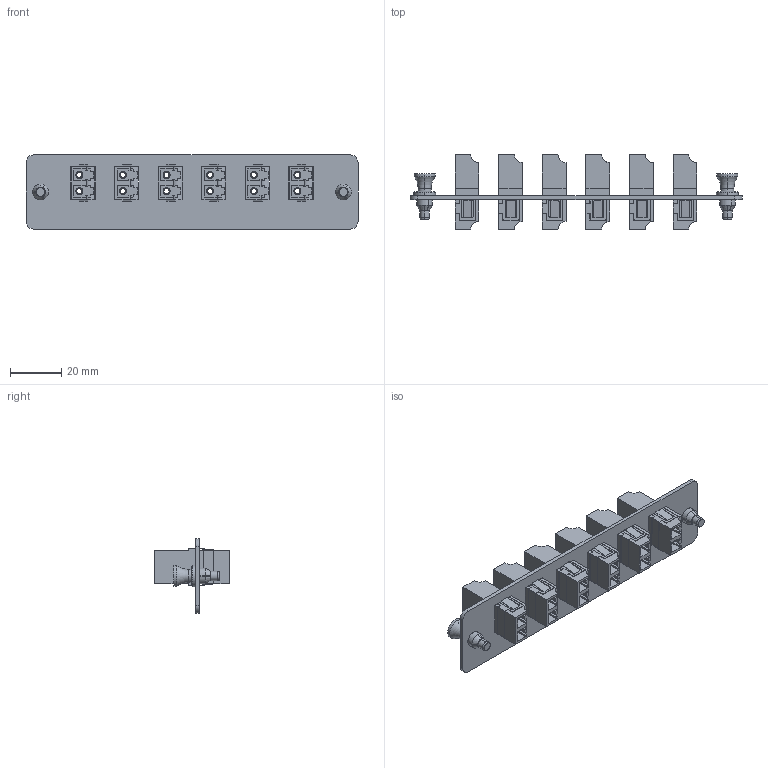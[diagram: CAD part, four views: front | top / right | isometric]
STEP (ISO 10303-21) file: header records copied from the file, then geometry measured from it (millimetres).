
FILE_DESCRIPTION (( 'STEP AP214' ), '1' );
FILE_NAME ('FSP-LCD6-10G-CR.STEP', '2018-09-19T13:24:59', ( '' ), ( '' ), 'SwSTEP 2.0', 'SolidWorks 2017', '' );
FILE_SCHEMA (( 'AUTOMOTIVE_DESIGN' ));
Length unit declared in the file: inch
Products named in the file (8): HDWR-HN4P-42-4-1; 1AR17-003; HDWR-HN4G-42-1; 1AK19-006; 1AK19-006-MA1; FSP-LCD6-10G-CR
Assembly tree (14 placements, depth 3):
  FSP-LCD6-10G-CR
    1AR17-003
      1AR17-003
      HDWR-HN4G-42-1  x2
      HDWR-HN4P-42-4-1  x2
    1AK19-006  x6
      1AK19-006
      1AK19-006-MA1
Bounding box: 129.54 x 29.2 x 28.96 mm (x, y, z)
Volume: 14543.7 mm3; surface area: 30127.2 mm2
Topology: 17 solids, 17 shells, 1548 faces, 4378 edges, 2880 vertices
Faces by surface type: plane 1176, cylinder 348, cone 20, torus 4
Entity records: 11532 total; most frequent: CARTESIAN_POINT 1871, ORIENTED_EDGE 1790, DIRECTION 1756, EDGE_CURVE 895, LINE 690, VECTOR 690, VERTEX_POINT 586, AXIS2_PLACEMENT_3D 533
